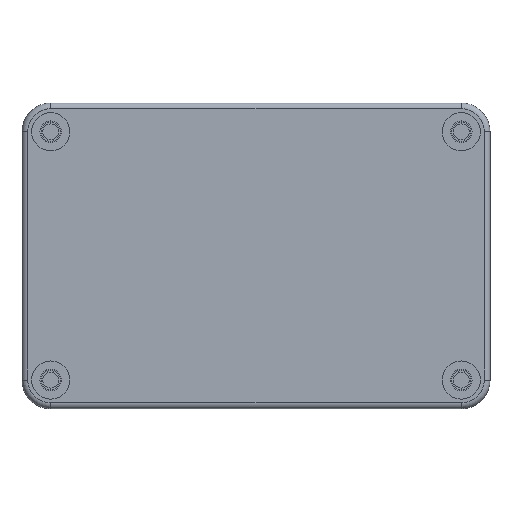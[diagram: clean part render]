
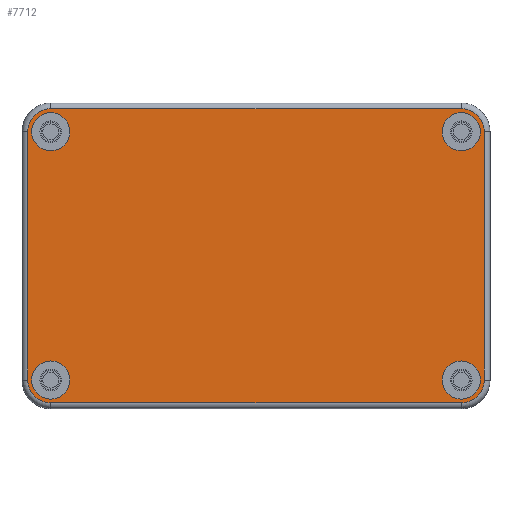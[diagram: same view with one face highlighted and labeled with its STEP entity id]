
A CAD part, top view. The second image highlights one B-rep face of the part: STEP entity #7712.
In plain terms, the highlighted planar face has unit normal (0, 0, 1).
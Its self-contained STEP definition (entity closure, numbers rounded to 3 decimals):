
#5715=CARTESIAN_POINT('',(43.,-26.,10.));
#5716=DIRECTION('',(0.,0.,1.));
#5717=DIRECTION('',(0.,-1.,0.));
#5718=AXIS2_PLACEMENT_3D('',#5715,#5716,#5717);
#5739=CARTESIAN_POINT('',(-43.,-26.,10.));
#5740=DIRECTION('',(0.,0.,-1.));
#5741=DIRECTION('',(-1.,0.,0.));
#5742=AXIS2_PLACEMENT_3D('',#5739,#5740,#5741);
#5747=CARTESIAN_POINT('',(-43.,-26.,10.));
#5748=DIRECTION('',(0.,0.,-1.));
#5749=DIRECTION('',(1.,0.,0.));
#5750=AXIS2_PLACEMENT_3D('',#5747,#5748,#5749);
#5755=CARTESIAN_POINT('',(43.,-26.,10.));
#5756=DIRECTION('',(0.,0.,-1.));
#5757=DIRECTION('',(-1.,0.,0.));
#5758=AXIS2_PLACEMENT_3D('',#5755,#5756,#5757);
#5763=CARTESIAN_POINT('',(43.,-26.,10.));
#5764=DIRECTION('',(0.,0.,-1.));
#5765=DIRECTION('',(1.,0.,0.));
#5766=AXIS2_PLACEMENT_3D('',#5763,#5764,#5765);
#5771=CARTESIAN_POINT('',(43.,26.,10.));
#5772=DIRECTION('',(0.,0.,-1.));
#5773=DIRECTION('',(-1.,0.,0.));
#5774=AXIS2_PLACEMENT_3D('',#5771,#5772,#5773);
#5779=CARTESIAN_POINT('',(43.,26.,10.));
#5780=DIRECTION('',(0.,0.,-1.));
#5781=DIRECTION('',(1.,0.,0.));
#5782=AXIS2_PLACEMENT_3D('',#5779,#5780,#5781);
#5787=CARTESIAN_POINT('',(-43.,26.,10.));
#5788=DIRECTION('',(0.,0.,-1.));
#5789=DIRECTION('',(-1.,0.,0.));
#5790=AXIS2_PLACEMENT_3D('',#5787,#5788,#5789);
#5795=CARTESIAN_POINT('',(-43.,26.,10.));
#5796=DIRECTION('',(0.,0.,-1.));
#5797=DIRECTION('',(1.,0.,0.));
#5798=AXIS2_PLACEMENT_3D('',#5795,#5796,#5797);
#6043=DIRECTION('',(1.,0.,0.));
#6044=VECTOR('',#6043,86.);
#6045=CARTESIAN_POINT('',(-43.,-30.8,10.));
#6046=LINE('',#6045,#6044);
#6079=CARTESIAN_POINT('',(-43.,-26.,10.));
#6080=DIRECTION('',(0.,0.,1.));
#6081=DIRECTION('',(-1.,0.,0.));
#6082=AXIS2_PLACEMENT_3D('',#6079,#6080,#6081);
#6103=DIRECTION('',(0.,-1.,0.));
#6104=VECTOR('',#6103,52.);
#6105=CARTESIAN_POINT('',(-47.8,26.,10.));
#6106=LINE('',#6105,#6104);
#6139=CARTESIAN_POINT('',(-43.,26.,10.));
#6140=DIRECTION('',(0.,0.,1.));
#6141=DIRECTION('',(0.,1.,0.));
#6142=AXIS2_PLACEMENT_3D('',#6139,#6140,#6141);
#6163=DIRECTION('',(-1.,0.,0.));
#6164=VECTOR('',#6163,86.);
#6165=CARTESIAN_POINT('',(43.,30.8,10.));
#6166=LINE('',#6165,#6164);
#6199=CARTESIAN_POINT('',(43.,26.,10.));
#6200=DIRECTION('',(0.,0.,1.));
#6201=DIRECTION('',(1.,0.,0.));
#6202=AXIS2_PLACEMENT_3D('',#6199,#6200,#6201);
#6223=DIRECTION('',(0.,1.,0.));
#6224=VECTOR('',#6223,52.);
#6225=CARTESIAN_POINT('',(47.8,-26.,10.));
#6226=LINE('',#6225,#6224);
#7220=CARTESIAN_POINT('',(-47.,-26.,10.));
#7221=CARTESIAN_POINT('',(-39.,-26.,10.));
#7222=VERTEX_POINT('',#7220);
#7223=VERTEX_POINT('',#7221);
#7228=CARTESIAN_POINT('',(39.,-26.,10.));
#7229=CARTESIAN_POINT('',(47.,-26.,10.));
#7230=VERTEX_POINT('',#7228);
#7231=VERTEX_POINT('',#7229);
#7236=CARTESIAN_POINT('',(39.,26.,10.));
#7237=CARTESIAN_POINT('',(47.,26.,10.));
#7238=VERTEX_POINT('',#7236);
#7239=VERTEX_POINT('',#7237);
#7244=CARTESIAN_POINT('',(-47.,26.,10.));
#7245=CARTESIAN_POINT('',(-39.,26.,10.));
#7246=VERTEX_POINT('',#7244);
#7247=VERTEX_POINT('',#7245);
#7280=CARTESIAN_POINT('',(43.,-30.8,10.));
#7281=CARTESIAN_POINT('',(47.8,-26.,10.));
#7282=VERTEX_POINT('',#7280);
#7283=VERTEX_POINT('',#7281);
#7288=CARTESIAN_POINT('',(47.8,26.,10.));
#7289=VERTEX_POINT('',#7288);
#7292=CARTESIAN_POINT('',(43.,30.8,10.));
#7293=VERTEX_POINT('',#7292);
#7296=CARTESIAN_POINT('',(-43.,30.8,10.));
#7297=VERTEX_POINT('',#7296);
#7300=CARTESIAN_POINT('',(-47.8,26.,10.));
#7301=VERTEX_POINT('',#7300);
#7304=CARTESIAN_POINT('',(-47.8,-26.,10.));
#7305=VERTEX_POINT('',#7304);
#7308=CARTESIAN_POINT('',(-43.,-30.8,10.));
#7309=VERTEX_POINT('',#7308);
#7666=CARTESIAN_POINT('',(0.,0.,10.));
#7667=DIRECTION('',(0.,0.,1.));
#7668=DIRECTION('',(-1.,0.,0.));
#7669=AXIS2_PLACEMENT_3D('',#7666,#7667,#7668);
#7670=PLANE('',#7669);
#7671=ORIENTED_EDGE('',*,*,#7656,.F.);
#7673=ORIENTED_EDGE('',*,*,#7672,.F.);
#7675=ORIENTED_EDGE('',*,*,#7674,.F.);
#7677=ORIENTED_EDGE('',*,*,#7676,.F.);
#7679=ORIENTED_EDGE('',*,*,#7678,.F.);
#7681=ORIENTED_EDGE('',*,*,#7680,.F.);
#7683=ORIENTED_EDGE('',*,*,#7682,.F.);
#7685=ORIENTED_EDGE('',*,*,#7684,.F.);
#7686=EDGE_LOOP('',(#7671,#7673,#7675,#7677,#7679,#7681,#7683,#7685));
#7687=FACE_OUTER_BOUND('',#7686,.F.);
#7689=ORIENTED_EDGE('',*,*,#7688,.F.);
#7691=ORIENTED_EDGE('',*,*,#7690,.F.);
#7692=EDGE_LOOP('',(#7689,#7691));
#7693=FACE_BOUND('',#7692,.F.);
#7695=ORIENTED_EDGE('',*,*,#7694,.F.);
#7697=ORIENTED_EDGE('',*,*,#7696,.F.);
#7698=EDGE_LOOP('',(#7695,#7697));
#7699=FACE_BOUND('',#7698,.F.);
#7701=ORIENTED_EDGE('',*,*,#7700,.F.);
#7703=ORIENTED_EDGE('',*,*,#7702,.F.);
#7704=EDGE_LOOP('',(#7701,#7703));
#7705=FACE_BOUND('',#7704,.F.);
#7707=ORIENTED_EDGE('',*,*,#7706,.F.);
#7709=ORIENTED_EDGE('',*,*,#7708,.F.);
#7710=EDGE_LOOP('',(#7707,#7709));
#7711=FACE_BOUND('',#7710,.F.);
#7712=ADVANCED_FACE('',(#7687,#7693,#7699,#7705,#7711),#7670,.T.);
#5719=CIRCLE('',#5718,4.8);
#5743=CIRCLE('',#5742,4.);
#5751=CIRCLE('',#5750,4.);
#5759=CIRCLE('',#5758,4.);
#5767=CIRCLE('',#5766,4.);
#5775=CIRCLE('',#5774,4.);
#5783=CIRCLE('',#5782,4.);
#5791=CIRCLE('',#5790,4.);
#5799=CIRCLE('',#5798,4.);
#6083=CIRCLE('',#6082,4.8);
#6143=CIRCLE('',#6142,4.8);
#6203=CIRCLE('',#6202,4.8);
#7656=EDGE_CURVE('',#7282,#7283,#5719,.T.);
#7672=EDGE_CURVE('',#7309,#7282,#6046,.T.);
#7674=EDGE_CURVE('',#7305,#7309,#6083,.T.);
#7676=EDGE_CURVE('',#7301,#7305,#6106,.T.);
#7678=EDGE_CURVE('',#7297,#7301,#6143,.T.);
#7680=EDGE_CURVE('',#7293,#7297,#6166,.T.);
#7682=EDGE_CURVE('',#7289,#7293,#6203,.T.);
#7684=EDGE_CURVE('',#7283,#7289,#6226,.T.);
#7688=EDGE_CURVE('',#7222,#7223,#5743,.T.);
#7690=EDGE_CURVE('',#7223,#7222,#5751,.T.);
#7694=EDGE_CURVE('',#7230,#7231,#5759,.T.);
#7696=EDGE_CURVE('',#7231,#7230,#5767,.T.);
#7700=EDGE_CURVE('',#7238,#7239,#5775,.T.);
#7702=EDGE_CURVE('',#7239,#7238,#5783,.T.);
#7706=EDGE_CURVE('',#7246,#7247,#5791,.T.);
#7708=EDGE_CURVE('',#7247,#7246,#5799,.T.);
